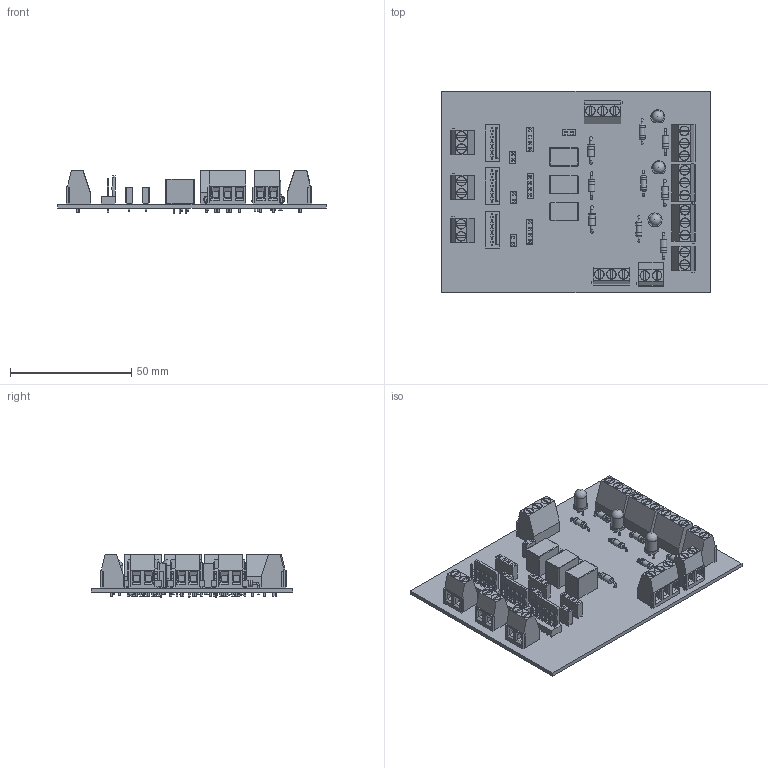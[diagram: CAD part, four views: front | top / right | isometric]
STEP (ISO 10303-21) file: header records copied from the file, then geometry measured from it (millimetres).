
FILE_DESCRIPTION(('KiCad electronic assembly'),'2;1');
FILE_NAME('main_board_proto.step','2024-12-09T02:36:43',('Pcbnew'),( 'Kicad'),'Open CASCADE STEP processor 7.5','KiCad to STEP converter' ,'Unknown');
FILE_SCHEMA(('AUTOMOTIVE_DESIGN { 1 0 10303 214 1 1 1 1 }'));
Length unit declared in the file: millimetre
Products named in the file (24): main_board_proto 1; PinSocket_1x02_P2.54mm_Vertical; SOLID; TerminalBlock_Phoenix_MKDS-1,5-3-5.08_1x03_P5.08mm_Horizontal; TerminalBlock_Phoenix_MKDS-1,5-2_1x02_P5.00mm_Horizontal; D_DO-41_SOD81_P10.16mm_Horizontal; TerminalBlock_Phoenix_MKDS-1,5-3_1x03_P5.00mm_Horizontal; R_Axial_DIN0207_L6.3mm_D2.5mm_P10.16mm_Horizontal; PinSocket_1x04_P2.54mm_Vertical; LED_D5.0mm; Molex_KK-254_AE-6410-06A_1x06_P2.54mm_Vertical; Converter_DCDC_TRACO_TSR-1_THT; TerminalBlock_Phoenix_MKDS-1,5-2-5.08_1x02_P5.08mm_Horizontal; main_board_proto PCB
Assembly tree (47 placements, depth 3):
  main_board_proto 1
    PinSocket_1x02_P2.54mm_Vertical  x4
      SOLID
    TerminalBlock_Phoenix_MKDS-1,5-3-5.08_1x03_P5.08mm_Horizontal  x3
      SOLID
    TerminalBlock_Phoenix_MKDS-1,5-2_1x02_P5.00mm_Horizontal  x3
      SOLID
    D_DO-41_SOD81_P10.16mm_Horizontal  x6
      SOLID
    TerminalBlock_Phoenix_MKDS-1,5-3_1x03_P5.00mm_Horizontal  x2
      SOLID
    R_Axial_DIN0207_L6.3mm_D2.5mm_P10.16mm_Horizontal  x3
      SOLID
    PinSocket_1x04_P2.54mm_Vertical  x3
      SOLID
    LED_D5.0mm  x3
      SOLID
    Molex_KK-254_AE-6410-06A_1x06_P2.54mm_Vertical  x3
      SOLID
    Converter_DCDC_TRACO_TSR-1_THT  x3
      SOLID
    TerminalBlock_Phoenix_MKDS-1,5-2-5.08_1x02_P5.08mm_Horizontal  x2
      SOLID
    main_board_proto PCB
Bounding box: 110.62 x 83.06 x 17.7 mm (x, y, z)
Volume: 32653.9 mm3; surface area: 42705 mm2
Topology: 36 solids, 36 shells, 2639 faces, 6508 edges, 4138 vertices
Faces by surface type: plane 2240, cylinder 251, bspline 100, torus 45, sphere 3
Full cylindrical faces by diameter (mm): 0.5 x9, 0.6 x12, 0.8 x30, 0.9 x6, 1 x29, 1.1 x12, 1.19 x18, 1.52 x25, 2.25 x3, 2.5 x6, 2.7 x12, 2.72 x6, 3.8 x25, 4 x25, 4.9 x3
Entity records: 68760 total; most frequent: CARTESIAN_POINT 11784, DIRECTION 9432, LINE 6331, VECTOR 6331, ORIENTED_EDGE 4928, PCURVE 4928, DEFINITIONAL_REPRESENTATION 4928, EDGE_CURVE 2464
